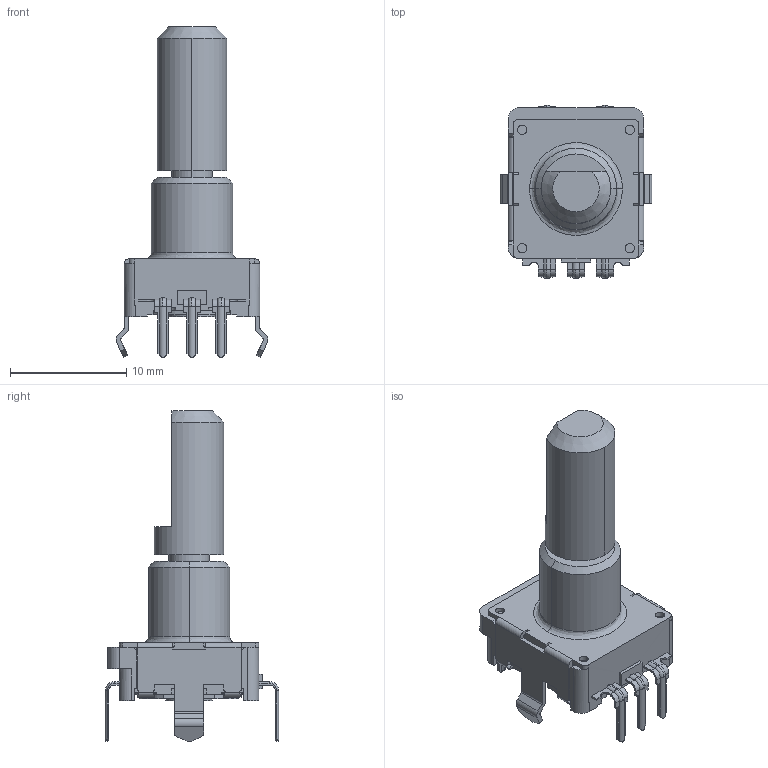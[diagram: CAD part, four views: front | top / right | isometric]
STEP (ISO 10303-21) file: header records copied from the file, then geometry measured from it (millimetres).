
FILE_DESCRIPTION (( 'STEP AP214' ), '1' );
FILE_NAME ('EC111012010H.step', '2024-09-23T13:15:36', ( '' ), ( '' ), 'SwSTEP 2.0', 'SolidWorks 2024', '' );
FILE_SCHEMA (( 'AUTOMOTIVE_DESIGN' ));
Length unit declared in the file: inch
Products named in the file (1): EC111012010H
Bounding box: 13.1 x 14.95 x 28.5 mm (x, y, z)
Volume: 1229.4 mm3; surface area: 1276 mm2
Topology: 1 solids, 3 shells, 553 faces, 1509 edges, 971 vertices
Faces by surface type: plane 348, cylinder 158, bspline 39, cone 8
Entity records: 25285 total; most frequent: CARTESIAN_POINT 4085, ORIENTED_EDGE 3018, DIRECTION 2803, EDGE_CURVE 1509, LINE 1095, VECTOR 1095, VERTEX_POINT 971, AXIS2_PLACEMENT_3D 854
